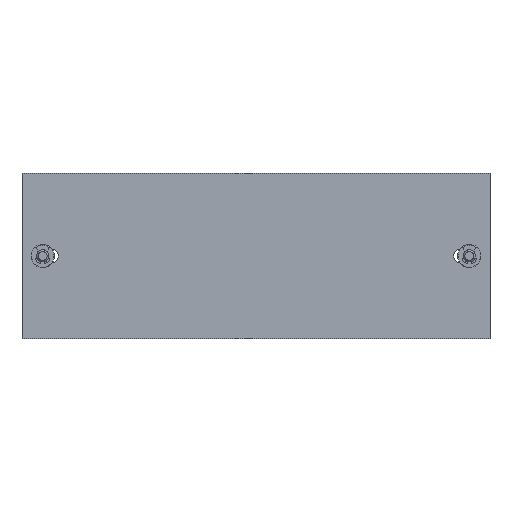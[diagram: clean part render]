
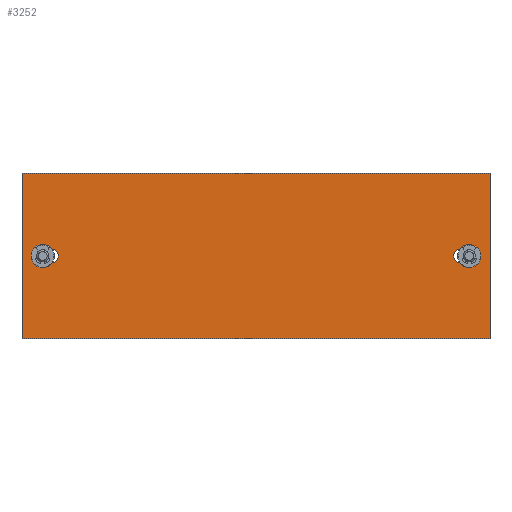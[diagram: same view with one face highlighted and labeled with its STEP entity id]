
A CAD part, top view. The second image highlights one B-rep face of the part: STEP entity #3252.
In plain terms, the highlighted planar face has unit normal (0, 0, 1).
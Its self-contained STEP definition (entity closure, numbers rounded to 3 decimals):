
#79=DIRECTION('',(1.,0.,0.));
#80=VECTOR('',#79,141.7);
#81=CARTESIAN_POINT('',(0.,0.,2.));
#82=LINE('',#81,#80);
#83=DIRECTION('',(0.,-1.,0.));
#84=VECTOR('',#83,50.);
#85=CARTESIAN_POINT('',(0.,50.,2.));
#86=LINE('',#85,#84);
#87=DIRECTION('',(-1.,0.,0.));
#88=VECTOR('',#87,141.7);
#89=CARTESIAN_POINT('',(141.7,50.,2.));
#90=LINE('',#89,#88);
#91=DIRECTION('',(0.,1.,0.));
#92=VECTOR('',#91,50.);
#93=CARTESIAN_POINT('',(141.7,0.,2.));
#94=LINE('',#93,#92);
#95=CARTESIAN_POINT('',(135.45,25.,2.));
#96=DIRECTION('',(0.,0.,1.));
#97=DIRECTION('',(1.,0.,0.));
#98=AXIS2_PLACEMENT_3D('',#95,#96,#97);
#100=CARTESIAN_POINT('',(132.7,25.,2.));
#101=DIRECTION('',(0.,0.,-1.));
#102=DIRECTION('',(-0.063,-0.998,0.));
#103=AXIS2_PLACEMENT_3D('',#100,#101,#102);
#105=CARTESIAN_POINT('',(135.45,25.,2.));
#106=DIRECTION('',(0.,0.,1.));
#107=DIRECTION('',(-0.821,-0.57,0.));
#108=AXIS2_PLACEMENT_3D('',#105,#106,#107);
#110=CARTESIAN_POINT('',(6.25,25.,2.));
#111=DIRECTION('',(0.,0.,1.));
#112=DIRECTION('',(0.821,0.57,0.));
#113=AXIS2_PLACEMENT_3D('',#110,#111,#112);
#115=CARTESIAN_POINT('',(6.25,25.,2.));
#116=DIRECTION('',(0.,0.,1.));
#117=DIRECTION('',(-1.,0.,0.));
#118=AXIS2_PLACEMENT_3D('',#115,#116,#117);
#120=CARTESIAN_POINT('',(9.,25.,2.));
#121=DIRECTION('',(0.,0.,-1.));
#122=DIRECTION('',(0.063,0.998,0.));
#123=AXIS2_PLACEMENT_3D('',#120,#121,#122);
#2641=CARTESIAN_POINT('',(0.,0.,2.));
#2642=CARTESIAN_POINT('',(141.7,0.,2.));
#2643=VERTEX_POINT('',#2641);
#2644=VERTEX_POINT('',#2642);
#2645=CARTESIAN_POINT('',(141.7,50.,2.));
#2646=VERTEX_POINT('',#2645);
#2647=CARTESIAN_POINT('',(0.,50.,2.));
#2648=VERTEX_POINT('',#2647);
#2715=CARTESIAN_POINT('',(138.95,25.,2.));
#2716=CARTESIAN_POINT('',(132.575,26.996,2.));
#2717=VERTEX_POINT('',#2715);
#2718=VERTEX_POINT('',#2716);
#2719=CARTESIAN_POINT('',(132.575,23.004,2.));
#2720=VERTEX_POINT('',#2719);
#2739=CARTESIAN_POINT('',(9.125,26.996,2.));
#2740=CARTESIAN_POINT('',(2.75,25.,2.));
#2741=VERTEX_POINT('',#2739);
#2742=VERTEX_POINT('',#2740);
#2743=CARTESIAN_POINT('',(9.125,23.004,2.));
#2744=VERTEX_POINT('',#2743);
#3225=CARTESIAN_POINT('',(0.,0.,2.));
#3226=DIRECTION('',(0.,0.,1.));
#3227=DIRECTION('',(1.,0.,0.));
#3228=AXIS2_PLACEMENT_3D('',#3225,#3226,#3227);
#3229=PLANE('',#3228);
#3230=ORIENTED_EDGE('',*,*,#3177,.F.);
#3231=ORIENTED_EDGE('',*,*,#3192,.F.);
#3232=ORIENTED_EDGE('',*,*,#3206,.F.);
#3233=ORIENTED_EDGE('',*,*,#3219,.F.);
#3234=EDGE_LOOP('',(#3230,#3231,#3232,#3233));
#3235=FACE_OUTER_BOUND('',#3234,.F.);
#3237=ORIENTED_EDGE('',*,*,#3236,.T.);
#3239=ORIENTED_EDGE('',*,*,#3238,.F.);
#3241=ORIENTED_EDGE('',*,*,#3240,.T.);
#3242=EDGE_LOOP('',(#3237,#3239,#3241));
#3243=FACE_BOUND('',#3242,.F.);
#3245=ORIENTED_EDGE('',*,*,#3244,.T.);
#3247=ORIENTED_EDGE('',*,*,#3246,.T.);
#3249=ORIENTED_EDGE('',*,*,#3248,.F.);
#3250=EDGE_LOOP('',(#3245,#3247,#3249));
#3251=FACE_BOUND('',#3250,.F.);
#3252=ADVANCED_FACE('',(#3235,#3243,#3251),#3229,.T.);
#99=CIRCLE('',#98,3.5);
#104=CIRCLE('',#103,2.);
#109=CIRCLE('',#108,3.5);
#114=CIRCLE('',#113,3.5);
#119=CIRCLE('',#118,3.5);
#124=CIRCLE('',#123,2.);
#3177=EDGE_CURVE('',#2643,#2644,#82,.T.);
#3192=EDGE_CURVE('',#2648,#2643,#86,.T.);
#3206=EDGE_CURVE('',#2646,#2648,#90,.T.);
#3219=EDGE_CURVE('',#2644,#2646,#94,.T.);
#3236=EDGE_CURVE('',#2717,#2718,#99,.T.);
#3238=EDGE_CURVE('',#2720,#2718,#104,.T.);
#3240=EDGE_CURVE('',#2720,#2717,#109,.T.);
#3244=EDGE_CURVE('',#2741,#2742,#114,.T.);
#3246=EDGE_CURVE('',#2742,#2744,#119,.T.);
#3248=EDGE_CURVE('',#2741,#2744,#124,.T.);
